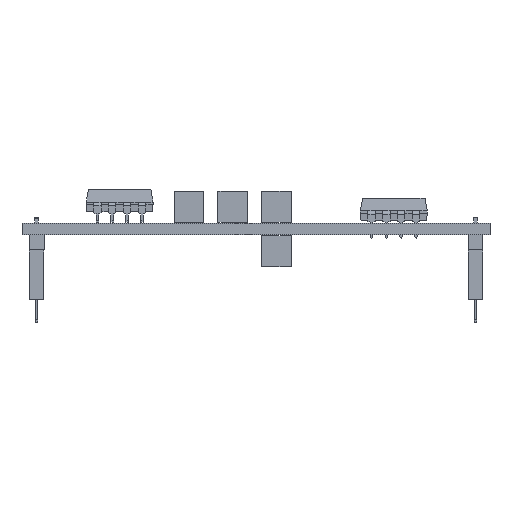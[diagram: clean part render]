
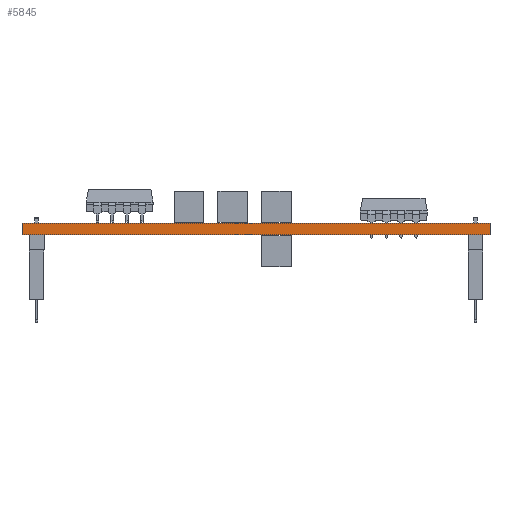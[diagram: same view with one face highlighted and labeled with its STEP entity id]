
A CAD part, front view. The second image highlights one B-rep face of the part: STEP entity #5845.
In plain terms, the highlighted planar face has unit normal (0, -1, 0).
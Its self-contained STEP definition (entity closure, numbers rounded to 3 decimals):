
#5845=ADVANCED_FACE('',(#9445),#9447,.T.);
#9445=FACE_BOUND('',#9446,.T.);
#9446=EDGE_LOOP('',(#12849,#12850,#12851,#12852));
#9447=PLANE('',#9448);
#9448=AXIS2_PLACEMENT_3D('',#9449,#9450,#9451);
#9449=CARTESIAN_POINT('',(205.,63.,0.));
#9450=DIRECTION('',(0.,-1.,0.));
#9451=DIRECTION('',(-1.,0.,0.));
#12849=ORIENTED_EDGE('',*,*,#14376,.T.);
#12850=ORIENTED_EDGE('',*,*,#14381,.T.);
#12851=ORIENTED_EDGE('',*,*,#14382,.F.);
#12852=ORIENTED_EDGE('',*,*,#14383,.F.);
#14376=EDGE_CURVE('',#16035,#16033,#16036,.T.);
#14381=EDGE_CURVE('',#16033,#16043,#16044,.T.);
#14382=EDGE_CURVE('',#16045,#16043,#16046,.T.);
#14383=EDGE_CURVE('',#16035,#16045,#16047,.T.);
#16033=VERTEX_POINT('',#19625);
#16035=VERTEX_POINT('',#19629);
#16036=LINE('',#19630,#19631);
#16043=VERTEX_POINT('',#19647);
#16044=LINE('',#19648,#19649);
#16045=VERTEX_POINT('',#19651);
#16046=LINE('',#19652,#19653);
#16047=LINE('',#19655,#19656);
#19625=CARTESIAN_POINT('',(205.,63.,2.));
#19629=CARTESIAN_POINT('',(205.,63.,0.));
#19630=CARTESIAN_POINT('',(205.,63.,0.));
#19631=VECTOR('',#19632,1.);
#19632=DIRECTION('',(0.,0.,1.));
#19647=CARTESIAN_POINT('',(125.,63.,2.));
#19648=CARTESIAN_POINT('',(205.,63.,2.));
#19649=VECTOR('',#19650,1.);
#19650=DIRECTION('',(-1.,0.,0.));
#19651=CARTESIAN_POINT('',(125.,63.,0.));
#19652=CARTESIAN_POINT('',(125.,63.,0.));
#19653=VECTOR('',#19654,1.);
#19654=DIRECTION('',(0.,0.,1.));
#19655=CARTESIAN_POINT('',(205.,63.,0.));
#19656=VECTOR('',#19657,1.);
#19657=DIRECTION('',(-1.,0.,0.));
